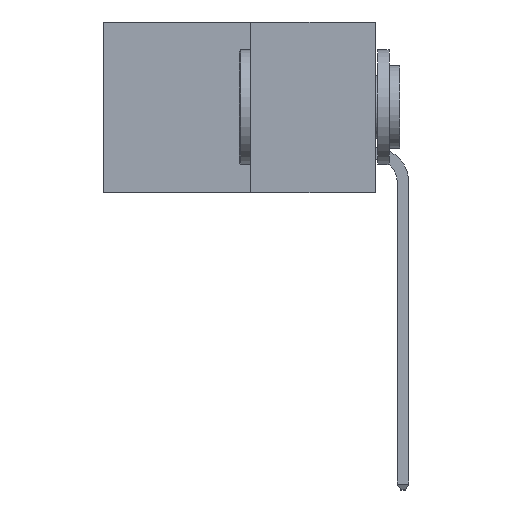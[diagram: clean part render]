
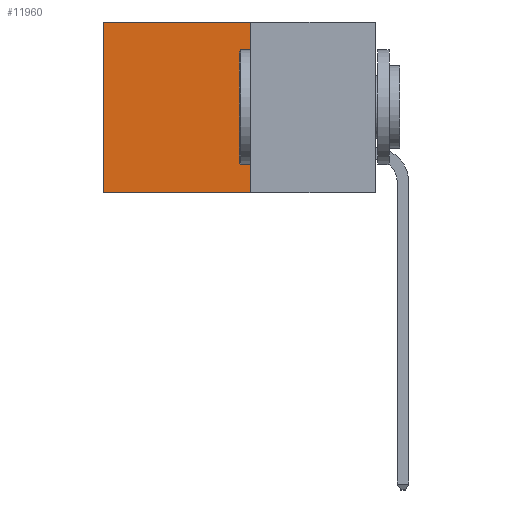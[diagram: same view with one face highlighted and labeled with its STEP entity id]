
A CAD part, left-side view. The second image highlights one B-rep face of the part: STEP entity #11960.
In plain terms, the highlighted planar face has unit normal (-1, 0, 0).
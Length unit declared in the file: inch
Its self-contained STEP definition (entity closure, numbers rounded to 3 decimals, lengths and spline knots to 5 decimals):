
#247 = EDGE_CURVE ( 'NONE', #9156, #9238, #2010, .T. ) ;
#656 = EDGE_CURVE ( 'NONE', #16765, #9156, #14734, .T. ) ;
#2010 = LINE ( 'NONE', #13857, #16002 ) ;
#2147 = CARTESIAN_POINT ( 'NONE',  ( 0.277, 0.59, -0.37 ) ) ;
#3035 = ORIENTED_EDGE ( 'NONE', *, *, #12201, .T. ) ;
#3566 = DIRECTION ( 'NONE',  ( 0., 0., -1. ) ) ;
#3699 = ORIENTED_EDGE ( 'NONE', *, *, #247, .F. ) ;
#4595 = CARTESIAN_POINT ( 'NONE',  ( 0.277, 0.27, 0. ) ) ;
#5509 = PLANE ( 'NONE',  #5632 ) ;
#5632 = AXIS2_PLACEMENT_3D ( 'NONE', #8388, #18035, #9836 ) ;
#6131 = VECTOR ( 'NONE', #15792, 39.37008 ) ;
#8388 = CARTESIAN_POINT ( 'NONE',  ( 0.277, 0.27, -0.37 ) ) ;
#8466 = DIRECTION ( 'NONE',  ( 0., 1., 0. ) ) ;
#8767 = ORIENTED_EDGE ( 'NONE', *, *, #656, .F. ) ;
#9156 = VERTEX_POINT ( 'NONE', #10802 ) ;
#9238 = VERTEX_POINT ( 'NONE', #13773 ) ;
#9836 = DIRECTION ( 'NONE',  ( 0., 0., -1. ) ) ;
#10195 = FACE_OUTER_BOUND ( 'NONE', #17867, .T. ) ;
#10620 = VECTOR ( 'NONE', #15860, 39.37008 ) ;
#10802 = CARTESIAN_POINT ( 'NONE',  ( 0.277, 0.27, -0.37 ) ) ;
#11041 = EDGE_CURVE ( 'NONE', #13763, #9238, #18103, .T. ) ;
#11419 = CARTESIAN_POINT ( 'NONE',  ( 0.277, 0.27, 0. ) ) ;
#11960 = ADVANCED_FACE ( 'NONE', ( #10195 ), #5509, .F. ) ;
#12201 = EDGE_CURVE ( 'NONE', #16765, #13763, #13669, .T. ) ;
#13669 = LINE ( 'NONE', #4595, #6131 ) ;
#13763 = VERTEX_POINT ( 'NONE', #14912 ) ;
#13773 = CARTESIAN_POINT ( 'NONE',  ( 0.277, 0.59, -0.37 ) ) ;
#13857 = CARTESIAN_POINT ( 'NONE',  ( 0.277, 0.27, -0.37 ) ) ;
#14044 = ORIENTED_EDGE ( 'NONE', *, *, #11041, .T. ) ;
#14734 = LINE ( 'NONE', #15992, #10620 ) ;
#14912 = CARTESIAN_POINT ( 'NONE',  ( 0.277, 0.59, 0. ) ) ;
#15792 = DIRECTION ( 'NONE',  ( 0., 1., 0. ) ) ;
#15860 = DIRECTION ( 'NONE',  ( 0., 0., -1. ) ) ;
#15992 = CARTESIAN_POINT ( 'NONE',  ( 0.277, 0.27, -0.37 ) ) ;
#16002 = VECTOR ( 'NONE', #8466, 39.37008 ) ;
#16765 = VERTEX_POINT ( 'NONE', #11419 ) ;
#17678 = VECTOR ( 'NONE', #3566, 39.37008 ) ;
#17867 = EDGE_LOOP ( 'NONE', ( #14044, #3699, #8767, #3035 ) ) ;
#18035 = DIRECTION ( 'NONE',  ( 1., 0., 0. ) ) ;
#18103 = LINE ( 'NONE', #2147, #17678 ) ;
